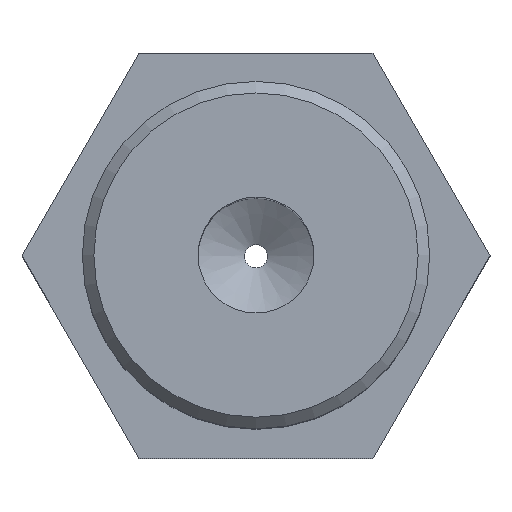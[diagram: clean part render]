
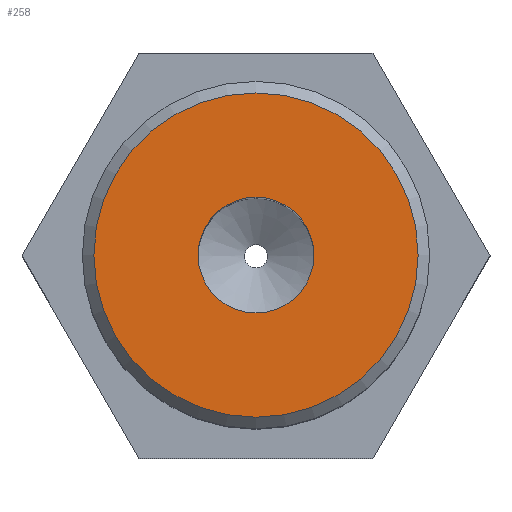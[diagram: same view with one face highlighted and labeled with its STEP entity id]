
A CAD part, top view. The second image highlights one B-rep face of the part: STEP entity #258.
In plain terms, the highlighted planar face has unit normal (0, 0, 1).
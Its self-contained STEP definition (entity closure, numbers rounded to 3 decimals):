
#21=FACE_BOUND('',#75,.T.);
#32=CIRCLE('',#278,2.8);
#34=CIRCLE('',#282,1.);
#54=FACE_OUTER_BOUND('',#74,.T.);
#74=EDGE_LOOP('',(#210));
#75=EDGE_LOOP('',(#211));
#143=VERTEX_POINT('',#417);
#145=VERTEX_POINT('',#423);
#172=EDGE_CURVE('',#143,#143,#32,.T.);
#174=EDGE_CURVE('',#145,#145,#34,.T.);
#210=ORIENTED_EDGE('',*,*,#172,.F.);
#211=ORIENTED_EDGE('',*,*,#174,.F.);
#246=PLANE('',#281);
#258=ADVANCED_FACE('',(#54,#21),#246,.T.);
#278=AXIS2_PLACEMENT_3D('',#418,#335,#336);
#281=AXIS2_PLACEMENT_3D('',#422,#341,#342);
#282=AXIS2_PLACEMENT_3D('',#424,#343,#344);
#335=DIRECTION('center_axis',(0.,0.,-1.));
#336=DIRECTION('ref_axis',(-1.,0.,0.));
#341=DIRECTION('center_axis',(0.,0.,1.));
#342=DIRECTION('ref_axis',(1.,0.,0.));
#343=DIRECTION('center_axis',(0.,0.,1.));
#344=DIRECTION('ref_axis',(1.,0.,0.));
#417=CARTESIAN_POINT('',(2.8,0.,12.5));
#418=CARTESIAN_POINT('Origin',(0.,0.,12.5));
#422=CARTESIAN_POINT('Origin',(1.,0.,12.5));
#423=CARTESIAN_POINT('',(1.,0.,12.5));
#424=CARTESIAN_POINT('Origin',(0.,0.,12.5));
